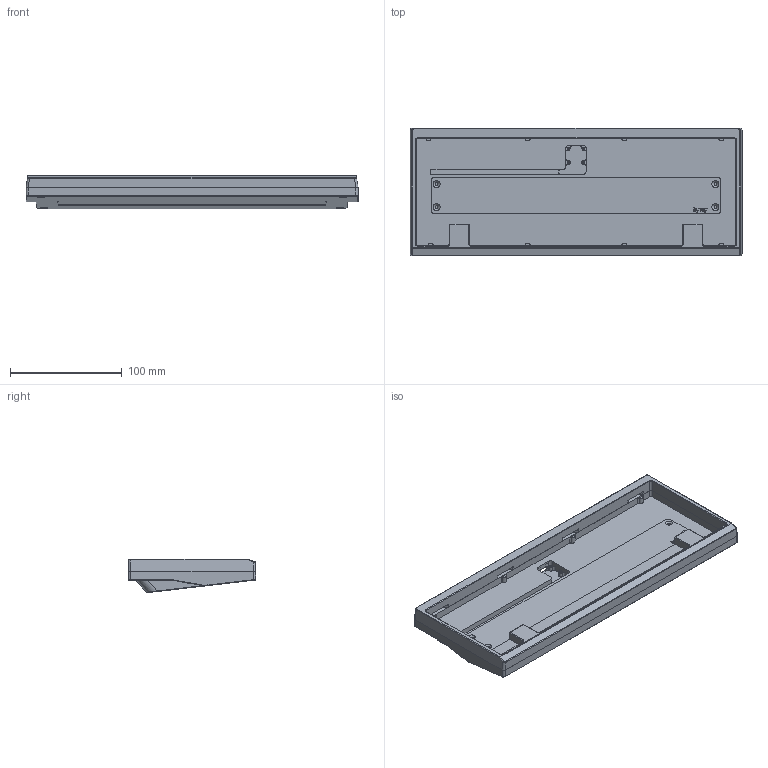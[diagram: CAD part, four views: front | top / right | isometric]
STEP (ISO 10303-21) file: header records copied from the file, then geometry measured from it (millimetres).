
FILE_DESCRIPTION(/* description */ (''),/* implementation_level */ '2;1');
FILE_NAME(/* name */ 'RoySauce 60 WKL.step',/* time_stamp */ '2022-10-05T16:39:41-07:00',/* author */ (''),/* organization */ (''),/* preprocessor_version */ 'ST-DEVELOPER v19',/* originating_system */ 'Autodesk Translation Framework v11.7.0.108',/* authorisation */ '');
FILE_SCHEMA (('AUTOMOTIVE_DESIGN { 1 0 10303 214 3 1 1 }'));
Length unit declared in the file: millimetre
Products named in the file (1): Universal 60
Bounding box: 297.7 x 114.2 x 29.92 mm (x, y, z)
Volume: 302649.1 mm3; surface area: 125011.8 mm2
Topology: 3 solids, 3 shells, 514 faces, 1311 edges, 850 vertices
Faces by surface type: plane 226, cylinder 189, bspline 77, cone 22
Full cylindrical faces by diameter (mm): 1.623 x4, 2.075 x5, 2.5 x1, 2.529 x10, 3.2 x10, 4 x4, 4.2 x4, 5.7 x6, 8.1 x4
Entity records: 16968 total; most frequent: CARTESIAN_POINT 4639, ORIENTED_EDGE 2622, DIRECTION 2401, EDGE_CURVE 1311, VERTEX_POINT 850, AXIS2_PLACEMENT_3D 822, LINE 757, VECTOR 757
